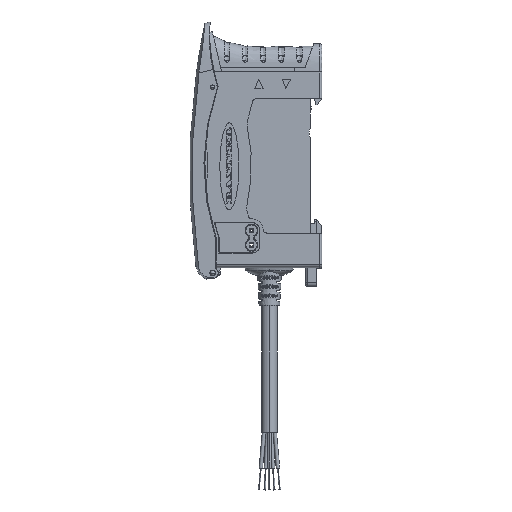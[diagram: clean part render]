
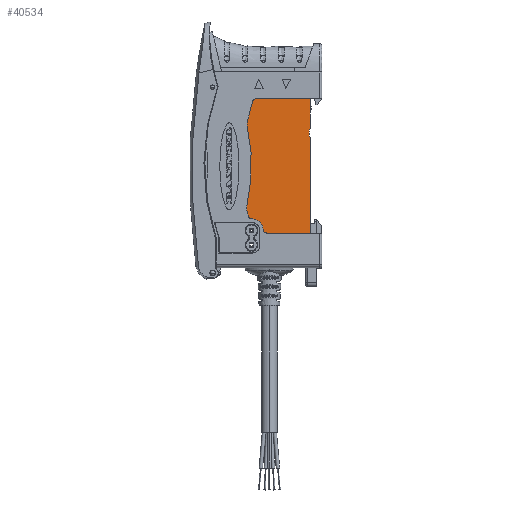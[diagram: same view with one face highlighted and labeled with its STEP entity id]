
A CAD part, left-side view. The second image highlights one B-rep face of the part: STEP entity #40534.
In plain terms, the highlighted planar face has unit normal (-1, 0, 0).
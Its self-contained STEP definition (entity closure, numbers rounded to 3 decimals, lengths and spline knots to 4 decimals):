
#6307=CARTESIAN_POINT('',(-0.189,0.0193,
-0.6654));
#6308=DIRECTION('',(1.,0.,0.));
#6309=DIRECTION('',(0.,0.9,-0.435));
#6310=AXIS2_PLACEMENT_3D('',#6307,#6308,#6309);
#6312=DIRECTION('',(0.,-1.,0.));
#6313=VECTOR('',#6312,0.4744);
#6314=CARTESIAN_POINT('',(-0.189,0.6004,
-1.7559));
#6315=LINE('',#6314,#6313);
#6316=CARTESIAN_POINT('',(-0.189,0.6004,
-1.7165));
#6317=DIRECTION('',(-1.,0.,0.));
#6318=DIRECTION('',(0.,1.,-0.025));
#6319=AXIS2_PLACEMENT_3D('',#6316,#6317,#6318);
#6321=CARTESIAN_POINT('',(-0.189,0.7578,
-1.7205));
#6322=DIRECTION('',(-1.,0.,0.));
#6323=DIRECTION('',(0.,-1.,0.025));
#6324=AXIS2_PLACEMENT_3D('',#6321,#6322,#6323);
#6326=DIRECTION('',(0.,-1.,0.));
#6327=VECTOR('',#6326,0.0028);
#6328=CARTESIAN_POINT('',(-0.189,0.7606,
-1.6024));
#6329=LINE('',#6328,#6327);
#6330=CARTESIAN_POINT('',(-0.189,0.7606,
-1.563));
#6331=DIRECTION('',(-1.,0.,0.));
#6332=DIRECTION('',(0.,0.966,-0.259));
#6333=AXIS2_PLACEMENT_3D('',#6330,#6331,#6332);
#6335=DIRECTION('',(0.,-0.259,-0.966));
#6336=VECTOR('',#6335,0.0645);
#6337=CARTESIAN_POINT('',(-0.189,0.8154,
-1.5109));
#6338=LINE('',#6337,#6336);
#6339=CARTESIAN_POINT('',(-0.189,0.7013,
-1.4803));
#6340=DIRECTION('',(-1.,0.,0.));
#6341=DIRECTION('',(0.,0.975,0.224));
#6342=AXIS2_PLACEMENT_3D('',#6339,#6340,#6341);
#6344=CARTESIAN_POINT('',(-0.189,2.7351,
-1.0137));
#6345=DIRECTION('',(1.,0.,0.));
#6346=DIRECTION('',(0.,-0.977,0.214));
#6347=AXIS2_PLACEMENT_3D('',#6344,#6345,#6346);
#6349=CARTESIAN_POINT('',(-0.189,0.6969,
-0.5669));
#6350=DIRECTION('',(-1.,0.,0.));
#6351=DIRECTION('',(0.,0.966,0.259));
#6352=AXIS2_PLACEMENT_3D('',#6349,#6350,#6351);
#6354=DIRECTION('',(0.,0.259,-0.966));
#6355=VECTOR('',#6354,0.2235);
#6356=CARTESIAN_POINT('',(-0.189,0.7531,
-0.3205));
#6357=LINE('',#6356,#6355);
#6358=CARTESIAN_POINT('',(-0.189,0.7151,
-0.3307));
#6359=DIRECTION('',(-1.,0.,0.));
#6360=DIRECTION('',(0.,0.,1.));
#6361=AXIS2_PLACEMENT_3D('',#6358,#6359,#6360);
#6363=DIRECTION('',(0.,1.,0.));
#6364=VECTOR('',#6363,0.5891);
#6365=CARTESIAN_POINT('',(-0.189,0.126,
-0.2913));
#6366=LINE('',#6365,#6364);
#6375=DIRECTION('',(0.,0.,-1.));
#6376=VECTOR('',#6375,1.039);
#6377=CARTESIAN_POINT('',(-0.189,0.126,
-0.7169));
#6378=LINE('',#6377,#6376);
#11733=DIRECTION('',(0.,0.,-1.));
#11734=VECTOR('',#11733,0.3224);
#11735=CARTESIAN_POINT('',(-0.189,0.126,
-0.2913));
#11736=LINE('',#11735,#11734);
#27590=CARTESIAN_POINT('',(-0.189,0.8109,
-0.5364));
#27591=CARTESIAN_POINT('',(-0.189,0.8122,
-0.5922));
#27592=VERTEX_POINT('',#27590);
#27593=VERTEX_POINT('',#27591);
#27594=CARTESIAN_POINT('',(-0.189,0.8164,
-1.4539));
#27595=VERTEX_POINT('',#27594);
#27596=CARTESIAN_POINT('',(-0.189,0.8154,
-1.5109));
#27597=VERTEX_POINT('',#27596);
#27606=CARTESIAN_POINT('',(-0.189,0.126,
-0.2913));
#27608=VERTEX_POINT('',#27606);
#27724=CARTESIAN_POINT('',(-0.189,0.126,
-1.7559));
#27725=VERTEX_POINT('',#27724);
#29266=CARTESIAN_POINT('',(-0.189,0.7151,
-0.2913));
#29267=CARTESIAN_POINT('',(-0.189,0.7531,
-0.3205));
#29268=VERTEX_POINT('',#29266);
#29269=VERTEX_POINT('',#29267);
#29274=CARTESIAN_POINT('',(-0.189,0.7987,
-1.5732));
#29275=CARTESIAN_POINT('',(-0.189,0.7606,
-1.6024));
#29276=VERTEX_POINT('',#29274);
#29277=VERTEX_POINT('',#29275);
#29283=CARTESIAN_POINT('',(-0.189,0.6004,
-1.7559));
#29285=VERTEX_POINT('',#29283);
#29290=CARTESIAN_POINT('',(-0.189,0.7578,
-1.6024));
#29291=VERTEX_POINT('',#29290);
#29296=CARTESIAN_POINT('',(-0.189,0.6398,
-1.7175));
#29297=VERTEX_POINT('',#29296);
#29308=CARTESIAN_POINT('',(-0.189,0.126,
-0.7169));
#29310=VERTEX_POINT('',#29308);
#29312=CARTESIAN_POINT('',(-0.189,0.126,
-0.6138));
#29314=VERTEX_POINT('',#29312);
#40499=CARTESIAN_POINT('',(-0.189,0.,0.));
#40500=DIRECTION('',(-1.,0.,0.));
#40501=DIRECTION('',(0.,0.,1.));
#40502=AXIS2_PLACEMENT_3D('',#40499,#40500,#40501);
#40503=PLANE('',#40502);
#40504=ORIENTED_EDGE('',*,*,#40489,.F.);
#40506=ORIENTED_EDGE('',*,*,#40505,.T.);
#40508=ORIENTED_EDGE('',*,*,#40507,.F.);
#40510=ORIENTED_EDGE('',*,*,#40509,.F.);
#40512=ORIENTED_EDGE('',*,*,#40511,.T.);
#40514=ORIENTED_EDGE('',*,*,#40513,.F.);
#40516=ORIENTED_EDGE('',*,*,#40515,.F.);
#40518=ORIENTED_EDGE('',*,*,#40517,.F.);
#40520=ORIENTED_EDGE('',*,*,#40519,.F.);
#40522=ORIENTED_EDGE('',*,*,#40521,.F.);
#40524=ORIENTED_EDGE('',*,*,#40523,.F.);
#40526=ORIENTED_EDGE('',*,*,#40525,.F.);
#40528=ORIENTED_EDGE('',*,*,#40527,.F.);
#40529=ORIENTED_EDGE('',*,*,#40415,.F.);
#40531=ORIENTED_EDGE('',*,*,#40530,.T.);
#40532=EDGE_LOOP('',(#40504,#40506,#40508,#40510,#40512,#40514,#40516,#40518,
#40520,#40522,#40524,#40526,#40528,#40529,#40531));
#40533=FACE_OUTER_BOUND('',#40532,.F.);
#40534=ADVANCED_FACE('',(#40533),#40503,.T.);
#6311=CIRCLE('',#6310,0.1185);
#6320=CIRCLE('',#6319,0.0394);
#6325=CIRCLE('',#6324,0.1181);
#6334=CIRCLE('',#6333,0.0394);
#6343=CIRCLE('',#6342,0.1181);
#6348=CIRCLE('',#6347,1.9685);
#6353=CIRCLE('',#6352,0.1181);
#6362=CIRCLE('',#6361,0.0394);
#40415=EDGE_CURVE('',#27608,#29268,#6366,.T.);
#40489=EDGE_CURVE('',#29310,#29314,#6311,.T.);
#40505=EDGE_CURVE('',#29310,#27725,#6378,.T.);
#40507=EDGE_CURVE('',#29285,#27725,#6315,.T.);
#40509=EDGE_CURVE('',#29297,#29285,#6320,.T.);
#40511=EDGE_CURVE('',#29297,#29291,#6325,.T.);
#40513=EDGE_CURVE('',#29277,#29291,#6329,.T.);
#40515=EDGE_CURVE('',#29276,#29277,#6334,.T.);
#40517=EDGE_CURVE('',#27597,#29276,#6338,.T.);
#40519=EDGE_CURVE('',#27595,#27597,#6343,.T.);
#40521=EDGE_CURVE('',#27593,#27595,#6348,.T.);
#40523=EDGE_CURVE('',#27592,#27593,#6353,.T.);
#40525=EDGE_CURVE('',#29269,#27592,#6357,.T.);
#40527=EDGE_CURVE('',#29268,#29269,#6362,.T.);
#40530=EDGE_CURVE('',#27608,#29314,#11736,.T.);
